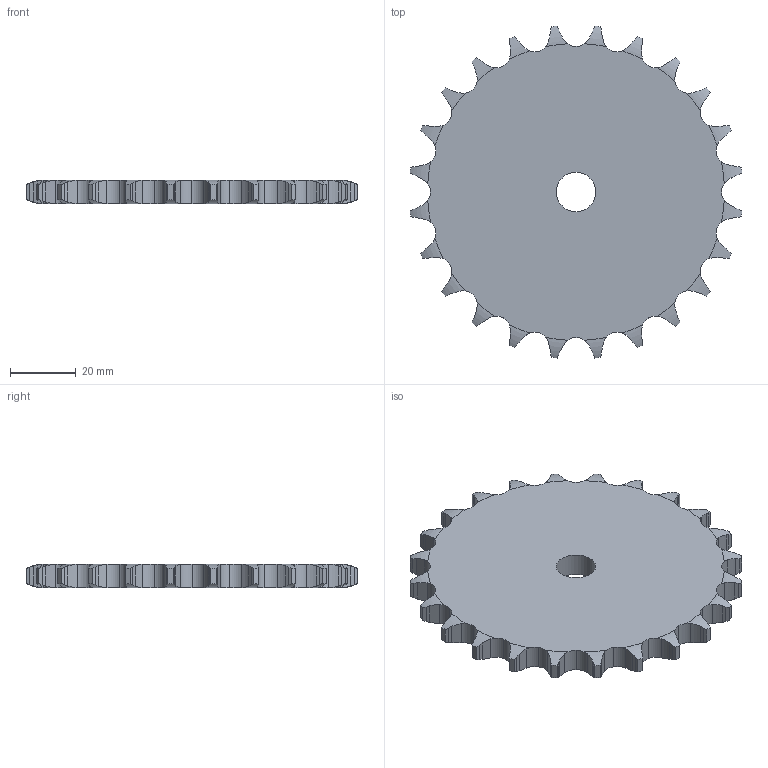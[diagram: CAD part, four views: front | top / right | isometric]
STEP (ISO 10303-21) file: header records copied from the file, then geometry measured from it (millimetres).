
FILE_DESCRIPTION(('FreeCAD Model'),'2;1');
FILE_NAME('Open CASCADE Shape Model','2022-02-27T08:36:58',('FreeCAD'),( 'FreeCAD'),'Open CASCADE STEP processor 7.5','FreeCAD','Unknown');
FILE_SCHEMA(('AUTOMOTIVE_DESIGN { 1 0 10303 214 1 1 1 1 }'));
Length unit declared in the file: millimetre
Products named in the file (1): Open CASCADE STEP translator 7.5 17
Bounding box: 101.14 x 101.14 x 7.2 mm (x, y, z)
Volume: 48295 mm3; surface area: 16887.1 mm2
Topology: 1 solids, 1 shells, 267 faces, 795 edges, 530 vertices
Faces by surface type: cylinder 169, plane 50, torus 48
Full cylindrical faces by diameter (mm): 12 x1
Entity records: 24208 total; most frequent: CARTESIAN_POINT 10821, DIRECTION 1817, ORIENTED_EDGE 1590, PCURVE 1590, DEFINITIONAL_REPRESENTATION 1590, B_SPLINE_CURVE_WITH_KNOTS 1152, LINE 893, VECTOR 893
